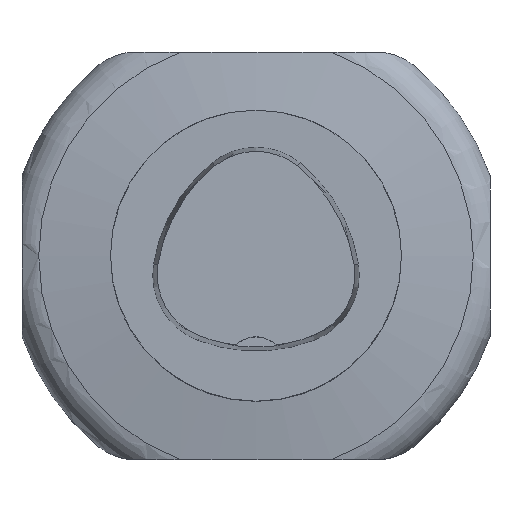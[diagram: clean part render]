
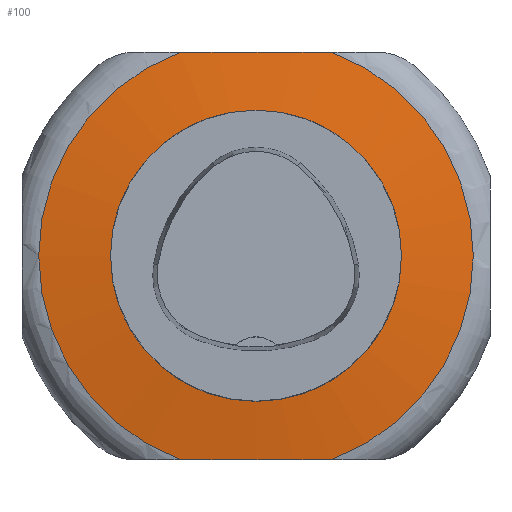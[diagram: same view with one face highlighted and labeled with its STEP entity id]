
A CAD part, top view. The second image highlights one B-rep face of the part: STEP entity #100.
In plain terms, the highlighted conical face has half-angle 82 degrees and reference radius 42.5 mm.
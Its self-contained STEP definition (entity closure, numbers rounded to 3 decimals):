
#35=CONICAL_SURFACE('',#837,42.5,82.);
#54=B_SPLINE_CURVE_WITH_KNOTS('',3,(#1317,#1318,#1319,#1320),
 .UNSPECIFIED.,.F.,.F.,(4,4),(0.,1.),.UNSPECIFIED.);
#55=B_SPLINE_CURVE_WITH_KNOTS('',3,(#1321,#1322,#1323,#1324),
 .UNSPECIFIED.,.F.,.F.,(4,4),(0.,1.),.UNSPECIFIED.);
#82=FACE_BOUND('',#212,.T.);
#83=FACE_BOUND('',#213,.T.);
#100=ADVANCED_FACE('',(#82,#83),#35,.T.);
#212=EDGE_LOOP('',(#437));
#213=EDGE_LOOP('',(#438,#439,#440,#441));
#437=ORIENTED_EDGE('',*,*,#637,.T.);
#438=ORIENTED_EDGE('',*,*,#675,.T.);
#439=ORIENTED_EDGE('',*,*,#687,.T.);
#440=ORIENTED_EDGE('',*,*,#684,.T.);
#441=ORIENTED_EDGE('',*,*,#688,.T.);
#567=VERTEX_POINT('',#1152);
#596=VERTEX_POINT('',#1268);
#597=VERTEX_POINT('',#1270);
#602=VERTEX_POINT('',#1302);
#603=VERTEX_POINT('',#1304);
#637=EDGE_CURVE('',#567,#567,#733,.T.);
#675=EDGE_CURVE('',#597,#596,#737,.T.);
#684=EDGE_CURVE('',#603,#602,#740,.T.);
#687=EDGE_CURVE('',#596,#603,#54,.T.);
#688=EDGE_CURVE('',#602,#597,#55,.T.);
#733=CIRCLE('',#809,25.);
#737=CIRCLE('',#829,37.335);
#740=CIRCLE('',#835,37.335);
#809=AXIS2_PLACEMENT_3D('',#1151,#920,#921);
#829=AXIS2_PLACEMENT_3D('',#1269,#982,#983);
#835=AXIS2_PLACEMENT_3D('',#1303,#996,#997);
#837=AXIS2_PLACEMENT_3D('',#1325,#1000,#1001);
#920=DIRECTION('',(0.,0.,-1.));
#921=DIRECTION('',(-1.,0.,0.));
#982=DIRECTION('',(0.,0.,1.));
#983=DIRECTION('',(1.,0.,0.));
#996=DIRECTION('',(0.,0.,1.));
#997=DIRECTION('',(1.,0.,0.));
#1000=DIRECTION('',(0.,0.,-1.));
#1001=DIRECTION('',(-1.,0.,0.));
#1151=CARTESIAN_POINT('',(0.,0.,-21.));
#1152=CARTESIAN_POINT('',(-25.,0.,-21.));
#1268=CARTESIAN_POINT('',(-12.996,-35.,-22.734));
#1269=CARTESIAN_POINT('',(0.,0.,-22.734));
#1270=CARTESIAN_POINT('',(-12.996,35.,-22.734));
#1302=CARTESIAN_POINT('',(12.996,35.,-22.734));
#1303=CARTESIAN_POINT('',(0.,0.,-22.734));
#1304=CARTESIAN_POINT('',(12.996,-35.,-22.734));
#1317=CARTESIAN_POINT('',(-12.996,-35.,-22.734));
#1318=CARTESIAN_POINT('',(-4.34,-35.,-22.31));
#1319=CARTESIAN_POINT('',(4.325,-35.,-22.309));
#1320=CARTESIAN_POINT('',(12.996,-35.,-22.734));
#1321=CARTESIAN_POINT('',(12.996,35.,-22.734));
#1322=CARTESIAN_POINT('',(4.325,35.,-22.309));
#1323=CARTESIAN_POINT('',(-4.34,35.,-22.31));
#1324=CARTESIAN_POINT('',(-12.996,35.,-22.734));
#1325=CARTESIAN_POINT('',(0.,0.,-23.459));
